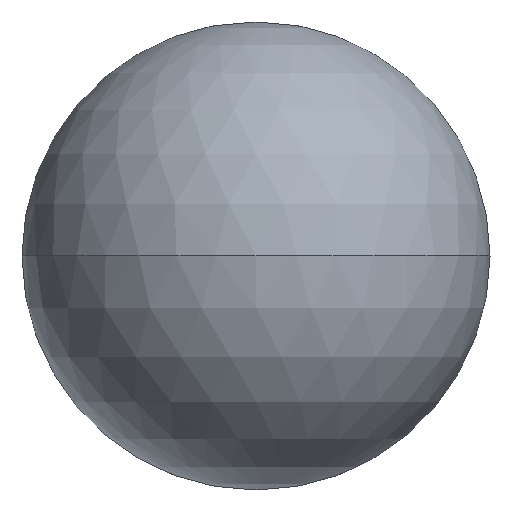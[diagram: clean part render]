
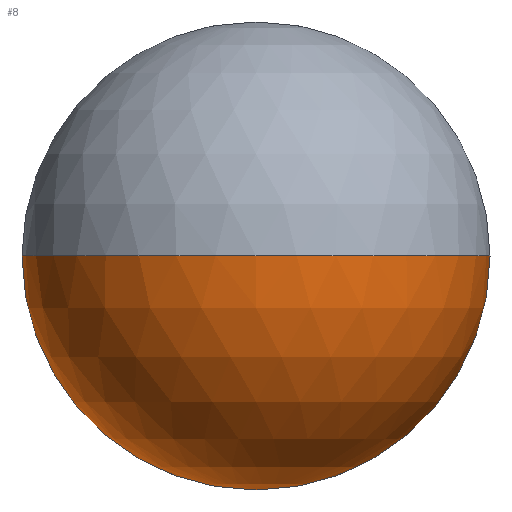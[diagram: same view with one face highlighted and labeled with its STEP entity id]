
A CAD part, top view. The second image highlights one B-rep face of the part: STEP entity #8.
In plain terms, the highlighted spherical face has radius 3 mm.
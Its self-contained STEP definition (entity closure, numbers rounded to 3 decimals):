
#2 = EDGE_CURVE ( 'NONE', #38, #110, #40, .T. ) ;
#6 = AXIS2_PLACEMENT_3D ( 'NONE', #115, #71, #116 ) ;
#8 = ADVANCED_FACE ( 'NONE', ( #77 ), #122, .T. ) ;
#16 = AXIS2_PLACEMENT_3D ( 'NONE', #100, #64, #90 ) ;
#17 = CARTESIAN_POINT ( 'NONE',  ( 0., 0., 0. ) ) ;
#19 = EDGE_CURVE ( 'NONE', #56, #38, #36, .T. ) ;
#20 = CARTESIAN_POINT ( 'NONE',  ( 3., 0., 0. ) ) ;
#36 = CIRCLE ( 'NONE', #16, 3. ) ;
#38 = VERTEX_POINT ( 'NONE', #52 ) ;
#40 = CIRCLE ( 'NONE', #70, 3. ) ;
#45 = ORIENTED_EDGE ( 'NONE', *, *, #86, .F. ) ;
#46 = CARTESIAN_POINT ( 'NONE',  ( 0., 0., 0. ) ) ;
#47 = DIRECTION ( 'NONE',  ( 0., 0., 1. ) ) ;
#52 = CARTESIAN_POINT ( 'NONE',  ( -3., 0., 0. ) ) ;
#56 = VERTEX_POINT ( 'NONE', #80 ) ;
#64 = DIRECTION ( 'NONE',  ( 0., -1., 0. ) ) ;
#70 = AXIS2_PLACEMENT_3D ( 'NONE', #46, #47, #78 ) ;
#71 = DIRECTION ( 'NONE',  ( 0., 1., 0. ) ) ;
#75 = AXIS2_PLACEMENT_3D ( 'NONE', #17, #89, #138 ) ;
#77 = FACE_OUTER_BOUND ( 'NONE', #139, .T. ) ;
#78 = DIRECTION ( 'NONE',  ( 1., 0., 0. ) ) ;
#80 = CARTESIAN_POINT ( 'NONE',  ( 0., 0., 3. ) ) ;
#86 = EDGE_CURVE ( 'NONE', #56, #110, #128, .T. ) ;
#89 = DIRECTION ( 'NONE',  ( 0., -1., 0. ) ) ;
#90 = DIRECTION ( 'NONE',  ( 1., 0., 0. ) ) ;
#100 = CARTESIAN_POINT ( 'NONE',  ( 0., 0., 0. ) ) ;
#110 = VERTEX_POINT ( 'NONE', #20 ) ;
#112 = ORIENTED_EDGE ( 'NONE', *, *, #2, .T. ) ;
#115 = CARTESIAN_POINT ( 'NONE',  ( 0., 0., 0. ) ) ;
#116 = DIRECTION ( 'NONE',  ( 0., 0., 1. ) ) ;
#122 = SPHERICAL_SURFACE ( 'NONE', #75, 3. ) ;
#125 = ORIENTED_EDGE ( 'NONE', *, *, #19, .T. ) ;
#128 = CIRCLE ( 'NONE', #6, 3. ) ;
#138 = DIRECTION ( 'NONE',  ( 1., 0., 0. ) ) ;
#139 = EDGE_LOOP ( 'NONE', ( #45, #125, #112 ) ) ;
